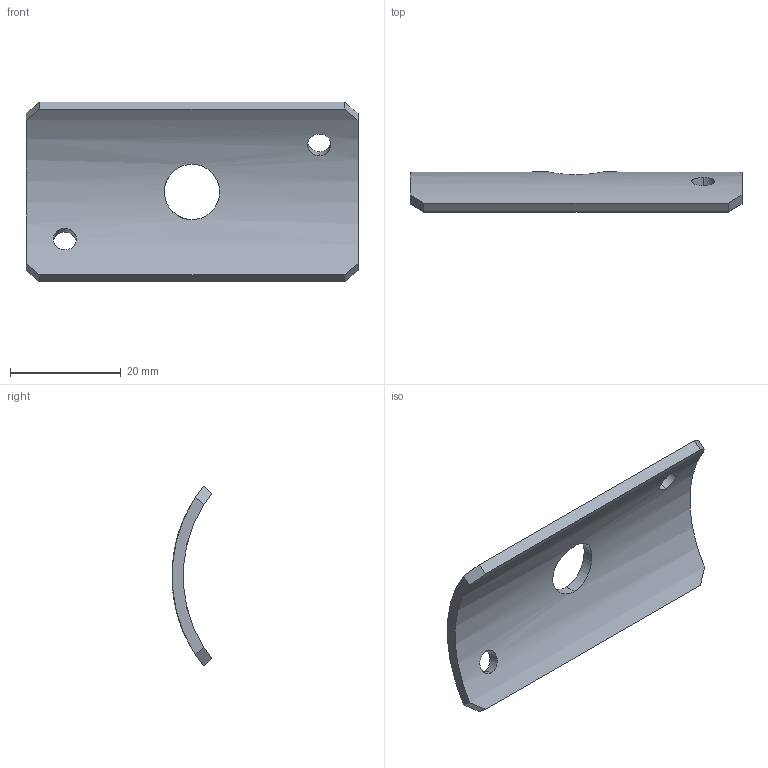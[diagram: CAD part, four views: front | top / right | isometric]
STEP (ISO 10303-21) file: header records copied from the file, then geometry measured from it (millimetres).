
FILE_DESCRIPTION (( 'STEP AP203' ), '1' );
FILE_NAME ('3D_GC2162_48.3x60_188621260.STEP', '2024-09-26T06:36:58', ( '' ), ( '' ), 'SwSTEP 2.0', 'SolidWorks 2024', '' );
FILE_SCHEMA (( 'CONFIG_CONTROL_DESIGN' ));
Length unit declared in the file: millimetre
Products named in the file (1): 3D_GC2162_48.3x60_188621260
Bounding box: 60 x 7.22 x 32.48 mm (x, y, z)
Volume: 3806.8 mm3; surface area: 4286.3 mm2
Topology: 1 solids, 1 shells, 16 faces, 42 edges, 28 vertices
Faces by surface type: cylinder 8, plane 8
Entity records: 923 total; most frequent: CARTESIAN_POINT 479, ORIENTED_EDGE 84, DIRECTION 60, EDGE_CURVE 42, VERTEX_POINT 28, EDGE_LOOP 22, AXIS2_PLACEMENT_3D 21, LINE 18
